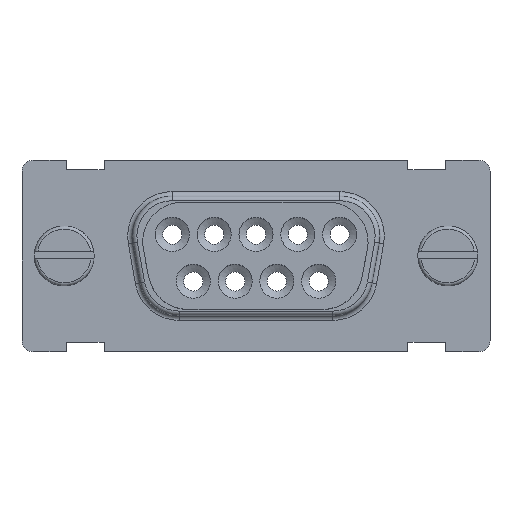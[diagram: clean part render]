
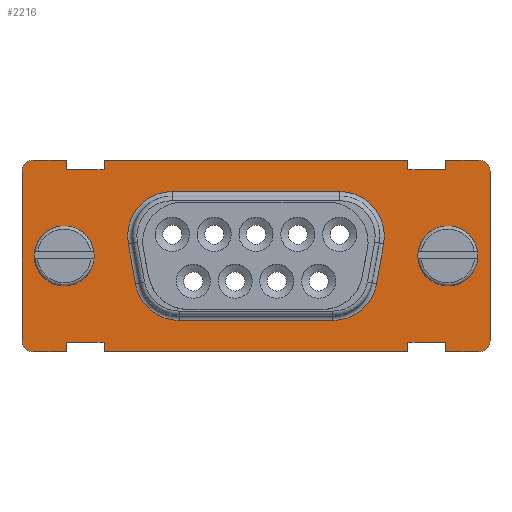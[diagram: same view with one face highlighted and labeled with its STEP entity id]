
A CAD part, top view. The second image highlights one B-rep face of the part: STEP entity #2216.
In plain terms, the highlighted planar face has unit normal (0, 0, 1).
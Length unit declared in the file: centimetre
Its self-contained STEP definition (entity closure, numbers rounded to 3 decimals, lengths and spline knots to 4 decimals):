
#146=VECTOR('',#3509,1.);
#147=VECTOR('',#3512,1.);
#148=VECTOR('',#3513,1.);
#149=VECTOR('',#3514,1.);
#150=VECTOR('',#3515,1.);
#151=VECTOR('',#3516,1.);
#152=VECTOR('',#3517,1.);
#153=VECTOR('',#3518,1.);
#154=VECTOR('',#3519,1.);
#155=VECTOR('',#3520,1.);
#156=VECTOR('',#3523,1.);
#157=VECTOR('',#3526,1.);
#158=VECTOR('',#3527,1.);
#159=VECTOR('',#3528,1.);
#160=VECTOR('',#3529,1.);
#161=VECTOR('',#3530,1.);
#162=VECTOR('',#3531,1.);
#163=VECTOR('',#3532,1.);
#164=VECTOR('',#3533,1.);
#165=VECTOR('',#3534,1.);
#166=VECTOR('',#3537,1.);
#167=VECTOR('',#3540,1.);
#168=VECTOR('',#3543,1.);
#169=VECTOR('',#3546,1.);
#282=LINE('',#2895,#146);
#283=LINE('',#2899,#147);
#284=LINE('',#2901,#148);
#285=LINE('',#2903,#149);
#286=LINE('',#2905,#150);
#287=LINE('',#2907,#151);
#288=LINE('',#2909,#152);
#289=LINE('',#2911,#153);
#290=LINE('',#2913,#154);
#291=LINE('',#2915,#155);
#292=LINE('',#2919,#156);
#293=LINE('',#2923,#157);
#294=LINE('',#2925,#158);
#295=LINE('',#2927,#159);
#296=LINE('',#2929,#160);
#297=LINE('',#2931,#161);
#298=LINE('',#2933,#162);
#299=LINE('',#2935,#163);
#300=LINE('',#2937,#164);
#301=LINE('',#2939,#165);
#302=LINE('',#2943,#166);
#303=LINE('',#2947,#167);
#304=LINE('',#2951,#168);
#305=LINE('',#2955,#169);
#414=PLANE('',#2377);
#529=VERTEX_POINT('',#2881);
#530=VERTEX_POINT('',#2884);
#533=VERTEX_POINT('',#2893);
#534=VERTEX_POINT('',#2894);
#535=VERTEX_POINT('',#2896);
#536=VERTEX_POINT('',#2898);
#537=VERTEX_POINT('',#2900);
#538=VERTEX_POINT('',#2902);
#539=VERTEX_POINT('',#2904);
#540=VERTEX_POINT('',#2906);
#541=VERTEX_POINT('',#2908);
#542=VERTEX_POINT('',#2910);
#543=VERTEX_POINT('',#2912);
#544=VERTEX_POINT('',#2914);
#545=VERTEX_POINT('',#2916);
#546=VERTEX_POINT('',#2918);
#547=VERTEX_POINT('',#2920);
#548=VERTEX_POINT('',#2922);
#549=VERTEX_POINT('',#2924);
#550=VERTEX_POINT('',#2926);
#551=VERTEX_POINT('',#2928);
#552=VERTEX_POINT('',#2930);
#553=VERTEX_POINT('',#2932);
#554=VERTEX_POINT('',#2934);
#555=VERTEX_POINT('',#2936);
#556=VERTEX_POINT('',#2938);
#557=VERTEX_POINT('',#2941);
#558=VERTEX_POINT('',#2942);
#559=VERTEX_POINT('',#2944);
#560=VERTEX_POINT('',#2946);
#561=VERTEX_POINT('',#2948);
#562=VERTEX_POINT('',#2950);
#563=VERTEX_POINT('',#2952);
#564=VERTEX_POINT('',#2954);
#722=CIRCLE('',#2370,0.1981);
#723=CIRCLE('',#2372,0.1981);
#726=CIRCLE('',#2378,0.0762);
#727=CIRCLE('',#2379,0.0762);
#728=CIRCLE('',#2380,0.0762);
#729=CIRCLE('',#2381,0.0762);
#730=CIRCLE('',#2382,0.2946);
#731=CIRCLE('',#2383,0.2946);
#732=CIRCLE('',#2384,0.2946);
#733=CIRCLE('',#2385,0.2946);
#895=EDGE_CURVE('',#529,#529,#722,.T.);
#896=EDGE_CURVE('',#530,#530,#723,.T.);
#899=EDGE_CURVE('',#533,#534,#726,.T.);
#900=EDGE_CURVE('',#535,#533,#282,.T.);
#901=EDGE_CURVE('',#536,#535,#727,.T.);
#902=EDGE_CURVE('',#537,#536,#283,.T.);
#903=EDGE_CURVE('',#538,#537,#284,.T.);
#904=EDGE_CURVE('',#539,#538,#285,.T.);
#905=EDGE_CURVE('',#540,#539,#286,.T.);
#906=EDGE_CURVE('',#541,#540,#287,.T.);
#907=EDGE_CURVE('',#542,#541,#288,.T.);
#908=EDGE_CURVE('',#543,#542,#289,.T.);
#909=EDGE_CURVE('',#544,#543,#290,.T.);
#910=EDGE_CURVE('',#545,#544,#291,.T.);
#911=EDGE_CURVE('',#546,#545,#728,.T.);
#912=EDGE_CURVE('',#547,#546,#292,.T.);
#913=EDGE_CURVE('',#548,#547,#729,.T.);
#914=EDGE_CURVE('',#549,#548,#293,.T.);
#915=EDGE_CURVE('',#550,#549,#294,.T.);
#916=EDGE_CURVE('',#551,#550,#295,.T.);
#917=EDGE_CURVE('',#552,#551,#296,.T.);
#918=EDGE_CURVE('',#553,#552,#297,.T.);
#919=EDGE_CURVE('',#554,#553,#298,.T.);
#920=EDGE_CURVE('',#555,#554,#299,.T.);
#921=EDGE_CURVE('',#556,#555,#300,.T.);
#922=EDGE_CURVE('',#534,#556,#301,.T.);
#923=EDGE_CURVE('',#557,#558,#730,.T.);
#924=EDGE_CURVE('',#559,#557,#302,.T.);
#925=EDGE_CURVE('',#560,#559,#731,.T.);
#926=EDGE_CURVE('',#561,#560,#303,.T.);
#927=EDGE_CURVE('',#562,#561,#732,.T.);
#928=EDGE_CURVE('',#563,#562,#304,.T.);
#929=EDGE_CURVE('',#564,#563,#733,.T.);
#930=EDGE_CURVE('',#558,#564,#305,.T.);
#1242=ORIENTED_EDGE('',*,*,#899,.F.);
#1243=ORIENTED_EDGE('',*,*,#900,.F.);
#1244=ORIENTED_EDGE('',*,*,#901,.F.);
#1245=ORIENTED_EDGE('',*,*,#902,.F.);
#1246=ORIENTED_EDGE('',*,*,#903,.F.);
#1247=ORIENTED_EDGE('',*,*,#904,.F.);
#1248=ORIENTED_EDGE('',*,*,#905,.F.);
#1249=ORIENTED_EDGE('',*,*,#906,.F.);
#1250=ORIENTED_EDGE('',*,*,#907,.F.);
#1251=ORIENTED_EDGE('',*,*,#908,.F.);
#1252=ORIENTED_EDGE('',*,*,#909,.F.);
#1253=ORIENTED_EDGE('',*,*,#910,.F.);
#1254=ORIENTED_EDGE('',*,*,#911,.F.);
#1255=ORIENTED_EDGE('',*,*,#912,.F.);
#1256=ORIENTED_EDGE('',*,*,#913,.F.);
#1257=ORIENTED_EDGE('',*,*,#914,.F.);
#1258=ORIENTED_EDGE('',*,*,#915,.F.);
#1259=ORIENTED_EDGE('',*,*,#916,.F.);
#1260=ORIENTED_EDGE('',*,*,#917,.F.);
#1261=ORIENTED_EDGE('',*,*,#918,.F.);
#1262=ORIENTED_EDGE('',*,*,#919,.F.);
#1263=ORIENTED_EDGE('',*,*,#920,.F.);
#1264=ORIENTED_EDGE('',*,*,#921,.F.);
#1265=ORIENTED_EDGE('',*,*,#922,.F.);
#1266=ORIENTED_EDGE('',*,*,#923,.F.);
#1267=ORIENTED_EDGE('',*,*,#924,.F.);
#1268=ORIENTED_EDGE('',*,*,#925,.F.);
#1269=ORIENTED_EDGE('',*,*,#926,.F.);
#1270=ORIENTED_EDGE('',*,*,#927,.F.);
#1271=ORIENTED_EDGE('',*,*,#928,.F.);
#1272=ORIENTED_EDGE('',*,*,#929,.F.);
#1273=ORIENTED_EDGE('',*,*,#930,.F.);
#1274=ORIENTED_EDGE('',*,*,#895,.T.);
#1275=ORIENTED_EDGE('',*,*,#896,.T.);
#1788=EDGE_LOOP('',(#1242,#1243,#1244,#1245,#1246,#1247,#1248,#1249,#1250,
#1251,#1252,#1253,#1254,#1255,#1256,#1257,#1258,#1259,#1260,#1261,#1262,
#1263,#1264,#1265));
#1789=EDGE_LOOP('',(#1266,#1267,#1268,#1269,#1270,#1271,#1272,#1273));
#1790=EDGE_LOOP('',(#1274));
#1791=EDGE_LOOP('',(#1275));
#2006=FACE_BOUND('',#1788,.T.);
#2007=FACE_BOUND('',#1789,.T.);
#2008=FACE_BOUND('',#1790,.T.);
#2009=FACE_BOUND('',#1791,.T.);
#2216=ADVANCED_FACE('',(#2006,#2007,#2008,#2009),#414,.T.);
#2370=AXIS2_PLACEMENT_3D('',#2880,#3494,#3495);
#2372=AXIS2_PLACEMENT_3D('',#2883,#3498,#3499);
#2377=AXIS2_PLACEMENT_3D('',#2891,#3506,$);
#2378=AXIS2_PLACEMENT_3D('',#2892,#3507,#3508);
#2379=AXIS2_PLACEMENT_3D('',#2897,#3510,#3511);
#2380=AXIS2_PLACEMENT_3D('',#2917,#3521,#3522);
#2381=AXIS2_PLACEMENT_3D('',#2921,#3524,#3525);
#2382=AXIS2_PLACEMENT_3D('',#2940,#3535,#3536);
#2383=AXIS2_PLACEMENT_3D('',#2945,#3538,#3539);
#2384=AXIS2_PLACEMENT_3D('',#2949,#3541,#3542);
#2385=AXIS2_PLACEMENT_3D('',#2953,#3544,#3545);
#2880=CARTESIAN_POINT('',(-1.27,0.,0.1524));
#2881=CARTESIAN_POINT('',(-1.0719,0.,0.1524));
#2883=CARTESIAN_POINT('',(1.27,0.,0.1524));
#2884=CARTESIAN_POINT('',(1.4681,0.,0.1524));
#2891=CARTESIAN_POINT('',(0.,0.,
0.1524));
#2892=CARTESIAN_POINT('',(-1.4732,0.5588,0.1524));
#2893=CARTESIAN_POINT('',(-1.5494,0.5588,0.1524));
#2894=CARTESIAN_POINT('',(-1.4732,0.635,0.1524));
#2895=CARTESIAN_POINT('',(-1.5494,0.5588,0.1524));
#2896=CARTESIAN_POINT('',(-1.5494,-0.5588,0.1524));
#2897=CARTESIAN_POINT('',(-1.4732,-0.5588,0.1524));
#2898=CARTESIAN_POINT('',(-1.4732,-0.635,0.1524));
#2899=CARTESIAN_POINT('',(-1.4732,-0.635,0.1524));
#2900=CARTESIAN_POINT('',(-1.2548,-0.635,0.1524));
#2901=CARTESIAN_POINT('',(-1.2548,-0.635,0.1524));
#2902=CARTESIAN_POINT('',(-1.2548,-0.5715,0.1524));
#2903=CARTESIAN_POINT('',(-1.2548,-0.5715,0.1524));
#2904=CARTESIAN_POINT('',(-1.0058,-0.5715,0.1524));
#2905=CARTESIAN_POINT('',(-1.0058,-0.5715,0.1524));
#2906=CARTESIAN_POINT('',(-1.0058,-0.635,0.1524));
#2907=CARTESIAN_POINT('',(-1.0058,-0.635,0.1524));
#2908=CARTESIAN_POINT('',(1.0058,-0.635,0.1524));
#2909=CARTESIAN_POINT('',(1.0058,-0.635,0.1524));
#2910=CARTESIAN_POINT('',(1.0058,-0.5715,0.1524));
#2911=CARTESIAN_POINT('',(1.0058,-0.5715,0.1524));
#2912=CARTESIAN_POINT('',(1.2548,-0.5715,0.1524));
#2913=CARTESIAN_POINT('',(1.2548,-0.5715,0.1524));
#2914=CARTESIAN_POINT('',(1.2548,-0.635,0.1524));
#2915=CARTESIAN_POINT('',(1.2548,-0.635,0.1524));
#2916=CARTESIAN_POINT('',(1.4732,-0.635,0.1524));
#2917=CARTESIAN_POINT('',(1.4732,-0.5588,0.1524));
#2918=CARTESIAN_POINT('',(1.5494,-0.5588,0.1524));
#2919=CARTESIAN_POINT('',(1.5494,-0.5588,0.1524));
#2920=CARTESIAN_POINT('',(1.5494,0.5588,0.1524));
#2921=CARTESIAN_POINT('',(1.4732,0.5588,0.1524));
#2922=CARTESIAN_POINT('',(1.4732,0.635,0.1524));
#2923=CARTESIAN_POINT('',(1.4732,0.635,0.1524));
#2924=CARTESIAN_POINT('',(1.2548,0.635,0.1524));
#2925=CARTESIAN_POINT('',(1.2548,0.635,0.1524));
#2926=CARTESIAN_POINT('',(1.2548,0.5715,0.1524));
#2927=CARTESIAN_POINT('',(1.2548,0.5715,0.1524));
#2928=CARTESIAN_POINT('',(1.0058,0.5715,0.1524));
#2929=CARTESIAN_POINT('',(1.0058,0.5715,0.1524));
#2930=CARTESIAN_POINT('',(1.0058,0.635,0.1524));
#2931=CARTESIAN_POINT('',(1.0058,0.635,0.1524));
#2932=CARTESIAN_POINT('',(-1.0058,0.635,0.1524));
#2933=CARTESIAN_POINT('',(-1.0058,0.635,0.1524));
#2934=CARTESIAN_POINT('',(-1.0058,0.5715,0.1524));
#2935=CARTESIAN_POINT('',(-1.0058,0.5715,0.1524));
#2936=CARTESIAN_POINT('',(-1.2548,0.5715,0.1524));
#2937=CARTESIAN_POINT('',(-1.2548,0.5715,0.1524));
#2938=CARTESIAN_POINT('',(-1.2548,0.635,0.1524));
#2939=CARTESIAN_POINT('',(-1.2548,0.635,0.1524));
#2940=CARTESIAN_POINT('',(0.555,0.1321,0.1524));
#2941=CARTESIAN_POINT('',(0.8452,0.0809,0.1524));
#2942=CARTESIAN_POINT('',(0.555,0.4267,0.1524));
#2943=CARTESIAN_POINT('',(0.8138,-0.0966,0.1524));
#2944=CARTESIAN_POINT('',(0.7986,-0.1832,0.1524));
#2945=CARTESIAN_POINT('',(0.5084,-0.1321,0.1524));
#2946=CARTESIAN_POINT('',(0.5084,-0.4267,0.1524));
#2947=CARTESIAN_POINT('',(0.,-0.4267,0.1524));
#2948=CARTESIAN_POINT('',(-0.5084,-0.4267,0.1524));
#2949=CARTESIAN_POINT('',(-0.5084,-0.1321,0.1524));
#2950=CARTESIAN_POINT('',(-0.7986,-0.1832,0.1524));
#2951=CARTESIAN_POINT('',(-0.8138,-0.0966,0.1524));
#2952=CARTESIAN_POINT('',(-0.8452,0.0809,0.1524));
#2953=CARTESIAN_POINT('',(-0.555,0.1321,0.1524));
#2954=CARTESIAN_POINT('',(-0.555,0.4267,0.1524));
#2955=CARTESIAN_POINT('',(0.,0.4267,0.1524));
#3494=DIRECTION('',(0.,0.,-1.));
#3495=DIRECTION('',(0.198,0.,0.));
#3498=DIRECTION('',(0.,0.,-1.));
#3499=DIRECTION('',(0.198,0.,0.));
#3506=DIRECTION('',(0.,0.,1.));
#3507=DIRECTION('',(0.,0.,-1.));
#3508=DIRECTION('',(0.076,0.,0.));
#3509=DIRECTION('',(0.,1.,0.));
#3510=DIRECTION('',(0.,0.,-1.));
#3511=DIRECTION('',(0.076,0.,0.));
#3512=DIRECTION('',(-1.,0.,0.));
#3513=DIRECTION('',(0.,-1.,0.));
#3514=DIRECTION('',(-1.,0.,0.));
#3515=DIRECTION('',(0.,1.,0.));
#3516=DIRECTION('',(-1.,0.,0.));
#3517=DIRECTION('',(0.,-1.,0.));
#3518=DIRECTION('',(-1.,0.,0.));
#3519=DIRECTION('',(0.,1.,0.));
#3520=DIRECTION('',(-1.,0.,0.));
#3521=DIRECTION('',(0.,0.,-1.));
#3522=DIRECTION('',(0.076,0.,0.));
#3523=DIRECTION('',(0.,-1.,0.));
#3524=DIRECTION('',(0.,0.,-1.));
#3525=DIRECTION('',(0.076,0.,0.));
#3526=DIRECTION('',(1.,0.,0.));
#3527=DIRECTION('',(0.,1.,0.));
#3528=DIRECTION('',(1.,0.,0.));
#3529=DIRECTION('',(0.,-1.,0.));
#3530=DIRECTION('',(1.,0.,0.));
#3531=DIRECTION('',(0.,1.,0.));
#3532=DIRECTION('',(1.,0.,0.));
#3533=DIRECTION('',(0.,-1.,0.));
#3534=DIRECTION('',(1.,0.,0.));
#3535=DIRECTION('',(0.,0.,1.));
#3536=DIRECTION('',(0.226,0.189,0.));
#3537=DIRECTION('',(0.174,0.985,0.));
#3538=DIRECTION('',(0.,0.,1.));
#3539=DIRECTION('',(0.189,-0.226,0.));
#3540=DIRECTION('',(1.,0.,0.));
#3541=DIRECTION('',(0.,0.,1.));
#3542=DIRECTION('',(-0.189,-0.226,0.));
#3543=DIRECTION('',(0.174,-0.985,0.));
#3544=DIRECTION('',(0.,0.,1.));
#3545=DIRECTION('',(-0.226,0.189,0.));
#3546=DIRECTION('',(-1.,0.,0.));
